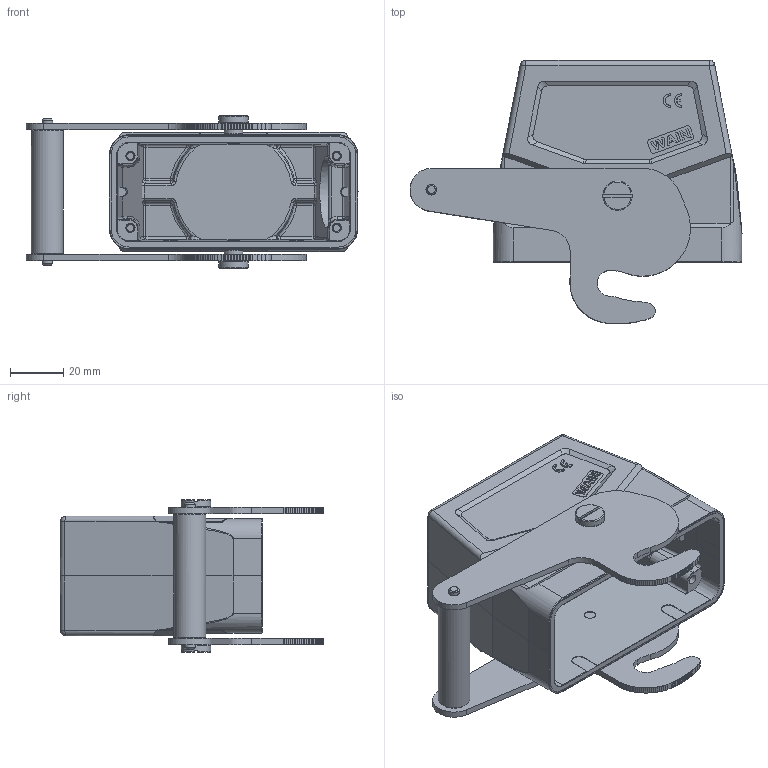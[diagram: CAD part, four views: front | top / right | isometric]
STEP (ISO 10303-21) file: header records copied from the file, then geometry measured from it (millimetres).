
FILE_DESCRIPTION(/* description */ (''),/* implementation_level */ '2;1');
FILE_NAME(/* name */ '21.stp',/* time_stamp */ '2023-12-08T10:42:21+08:00',/* author */ (''),/* organization */ (''),/* preprocessor_version */ 'ST-DEVELOPER v18.1',/* originating_system */ 'SIEMENS PLM Software NX 1980',/* authorisation */ '');
FILE_SCHEMA (('AP203_CONFIGURATION_CONTROLLED_3D_DESIGN_OF_MECHANICAL_PARTS_AND_ASSEMBLIES_MIM_LF { 1 0 10303 403 2 1 2}'));
Length unit declared in the file: millimetre
Products named in the file (1): 3D_1241165505001_WV16B-SEH-1L_C-M32_V1.0_stp
Bounding box: 124.72 x 99.06 x 57.45 mm (x, y, z)
Volume: 99680.6 mm3; surface area: 58348.6 mm2
Topology: 1 solids, 1 shells, 655 faces, 1713 edges, 1080 vertices
Faces by surface type: cylinder 279, plane 264, torus 32, bspline 32, cone 24, sphere 24
Full cylindrical faces by diameter (mm): 3.5 x4, 3.95 x2, 4.007 x1, 4.3 x2, 4.5 x2, 7 x4, 11 x2, 12 x1, 26.9 x1
Entity records: 21388 total; most frequent: CARTESIAN_POINT 5335, DIRECTION 3405, ORIENTED_EDGE 3286, EDGE_CURVE 1643, AXIS2_PLACEMENT_3D 1266, VERTEX_POINT 1058, LINE 873, VECTOR 873
